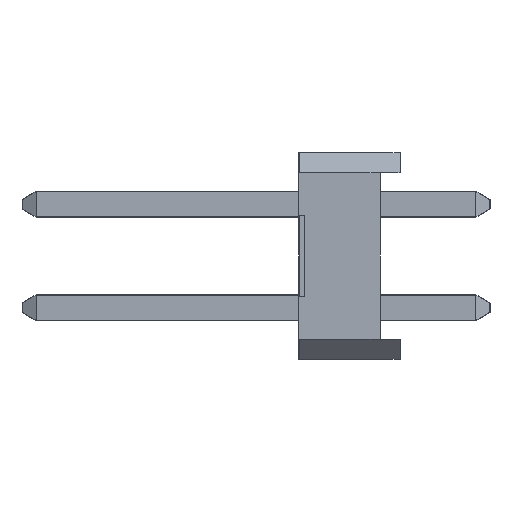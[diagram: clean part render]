
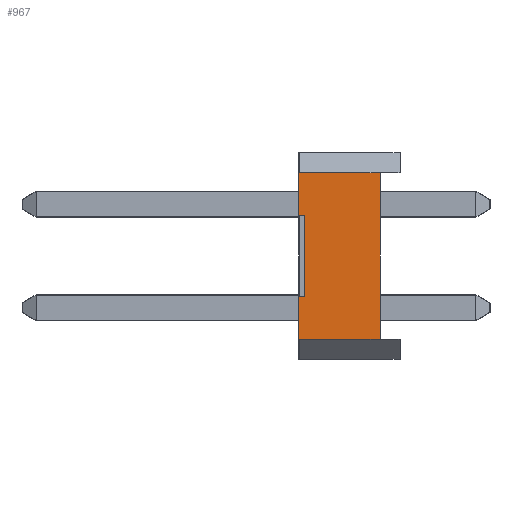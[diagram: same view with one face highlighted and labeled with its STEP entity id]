
A CAD part, left-side view. The second image highlights one B-rep face of the part: STEP entity #967.
In plain terms, the highlighted planar face has unit normal (-1, 0, 0).
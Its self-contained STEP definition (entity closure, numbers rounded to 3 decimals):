
#180 = DIRECTION ( 'NONE',  ( -1., 0., 0. ) ) ;
#197 = DIRECTION ( 'NONE',  ( 0., 1., 0. ) ) ;
#232 = DIRECTION ( 'NONE',  ( 0., 1., 0. ) ) ;
#312 = ORIENTED_EDGE ( 'NONE', *, *, #3346, .T. ) ;
#313 = FACE_OUTER_BOUND ( 'NONE', #1558, .T. ) ;
#379 = EDGE_CURVE ( 'NONE', #1742, #1644, #2844, .T. ) ;
#409 = DIRECTION ( 'NONE',  ( -1., 0., 0. ) ) ;
#498 = VERTEX_POINT ( 'NONE', #912 ) ;
#510 = AXIS2_PLACEMENT_3D ( 'NONE', #1820, #1167, #3891 ) ;
#516 = CARTESIAN_POINT ( 'NONE',  ( -1.27, 2.49, 1.01 ) ) ;
#524 = EDGE_CURVE ( 'NONE', #529, #498, #3045, .T. ) ;
#527 = DIRECTION ( 'NONE',  ( 0., 0., 1. ) ) ;
#529 = VERTEX_POINT ( 'NONE', #3343 ) ;
#580 = VECTOR ( 'NONE', #527, 1000. ) ;
#614 = DIRECTION ( 'NONE',  ( 0., 1., 0. ) ) ;
#633 = CIRCLE ( 'NONE', #949, 0.01 ) ;
#642 = VECTOR ( 'NONE', #197, 1000. ) ;
#678 = CARTESIAN_POINT ( 'NONE',  ( -1.27, 2.5, -2.03 ) ) ;
#690 = ORIENTED_EDGE ( 'NONE', *, *, #1584, .F. ) ;
#847 = CARTESIAN_POINT ( 'NONE',  ( -1.27, 0.5, 2.04 ) ) ;
#886 = CARTESIAN_POINT ( 'NONE',  ( -1.27, 2.49, -2.04 ) ) ;
#898 = PLANE ( 'NONE',  #1098 ) ;
#912 = CARTESIAN_POINT ( 'NONE',  ( -1.27, 2.49, -1. ) ) ;
#933 = CARTESIAN_POINT ( 'NONE',  ( -1.27, 2.49, 2.04 ) ) ;
#936 = AXIS2_PLACEMENT_3D ( 'NONE', #2393, #1421, #3364 ) ;
#949 = AXIS2_PLACEMENT_3D ( 'NONE', #516, #2644, #2582 ) ;
#966 = CARTESIAN_POINT ( 'NONE',  ( -1.27, 2.49, 1. ) ) ;
#967 = ADVANCED_FACE ( 'NONE', ( #313 ), #898, .T. ) ;
#1069 = CARTESIAN_POINT ( 'NONE',  ( -1.27, 2.5, -1.01 ) ) ;
#1098 = AXIS2_PLACEMENT_3D ( 'NONE', #1935, #409, #1916 ) ;
#1145 = VERTEX_POINT ( 'NONE', #1069 ) ;
#1167 = DIRECTION ( 'NONE',  ( -1., 0., 0. ) ) ;
#1246 = VERTEX_POINT ( 'NONE', #3888 ) ;
#1262 = DIRECTION ( 'NONE',  ( 0., 0., 1. ) ) ;
#1406 = LINE ( 'NONE', #3513, #2659 ) ;
#1421 = DIRECTION ( 'NONE',  ( -1., 0., 0. ) ) ;
#1468 = EDGE_CURVE ( 'NONE', #529, #3759, #1550, .T. ) ;
#1482 = CARTESIAN_POINT ( 'NONE',  ( -1.27, -4.081, -2.04 ) ) ;
#1528 = VERTEX_POINT ( 'NONE', #3841 ) ;
#1550 = LINE ( 'NONE', #3694, #2804 ) ;
#1558 = EDGE_LOOP ( 'NONE', ( #2064, #2549, #3649, #312, #1971, #2457, #3446, #1649, #690, #3665, #1949, #2039 ) ) ;
#1584 = EDGE_CURVE ( 'NONE', #1742, #1145, #3277, .T. ) ;
#1644 = VERTEX_POINT ( 'NONE', #886 ) ;
#1649 = ORIENTED_EDGE ( 'NONE', *, *, #2449, .T. ) ;
#1659 = EDGE_CURVE ( 'NONE', #2325, #1644, #3018, .T. ) ;
#1666 = DIRECTION ( 'NONE',  ( 0., 0., 1. ) ) ;
#1694 = LINE ( 'NONE', #3285, #3054 ) ;
#1695 = EDGE_CURVE ( 'NONE', #2325, #2631, #3336, .T. ) ;
#1742 = VERTEX_POINT ( 'NONE', #678 ) ;
#1815 = VECTOR ( 'NONE', #2723, 1000. ) ;
#1820 = CARTESIAN_POINT ( 'NONE',  ( -1.27, 2.49, 2.03 ) ) ;
#1916 = DIRECTION ( 'NONE',  ( 0., 0., 1. ) ) ;
#1935 = CARTESIAN_POINT ( 'NONE',  ( -1.27, -4.081, 2.04 ) ) ;
#1949 = ORIENTED_EDGE ( 'NONE', *, *, #1659, .F. ) ;
#1971 = ORIENTED_EDGE ( 'NONE', *, *, #2183, .F. ) ;
#1989 = CARTESIAN_POINT ( 'NONE',  ( -1.27, 2.49, -1.01 ) ) ;
#2019 = VECTOR ( 'NONE', #614, 1000. ) ;
#2039 = ORIENTED_EDGE ( 'NONE', *, *, #1695, .T. ) ;
#2064 = ORIENTED_EDGE ( 'NONE', *, *, #2627, .T. ) ;
#2156 = CARTESIAN_POINT ( 'NONE',  ( -1.27, 2.35, 1. ) ) ;
#2166 = CARTESIAN_POINT ( 'NONE',  ( -1.27, 2.35, 1. ) ) ;
#2183 = EDGE_CURVE ( 'NONE', #3759, #3789, #3351, .T. ) ;
#2325 = VERTEX_POINT ( 'NONE', #3423 ) ;
#2393 = CARTESIAN_POINT ( 'NONE',  ( -1.27, 2.49, -2.03 ) ) ;
#2449 = EDGE_CURVE ( 'NONE', #498, #1145, #2861, .T. ) ;
#2457 = ORIENTED_EDGE ( 'NONE', *, *, #1468, .F. ) ;
#2549 = ORIENTED_EDGE ( 'NONE', *, *, #3118, .T. ) ;
#2582 = DIRECTION ( 'NONE',  ( 0., 0., 1. ) ) ;
#2627 = EDGE_CURVE ( 'NONE', #2631, #3079, #1406, .T. ) ;
#2631 = VERTEX_POINT ( 'NONE', #847 ) ;
#2644 = DIRECTION ( 'NONE',  ( -1., 0., 0. ) ) ;
#2659 = VECTOR ( 'NONE', #232, 1000. ) ;
#2723 = DIRECTION ( 'NONE',  ( 0., 1., 0. ) ) ;
#2804 = VECTOR ( 'NONE', #2868, 1000. ) ;
#2844 = CIRCLE ( 'NONE', #936, 0.01 ) ;
#2861 = CIRCLE ( 'NONE', #3558, 0.01 ) ;
#2868 = DIRECTION ( 'NONE',  ( 0., 0., 1. ) ) ;
#2982 = CARTESIAN_POINT ( 'NONE',  ( -1.27, 2.5, 2.04 ) ) ;
#2990 = DIRECTION ( 'NONE',  ( 0., 0., 1. ) ) ;
#3018 = LINE ( 'NONE', #1482, #642 ) ;
#3045 = LINE ( 'NONE', #3275, #1815 ) ;
#3054 = VECTOR ( 'NONE', #2990, 1000. ) ;
#3079 = VERTEX_POINT ( 'NONE', #933 ) ;
#3118 = EDGE_CURVE ( 'NONE', #3079, #1246, #3310, .T. ) ;
#3275 = CARTESIAN_POINT ( 'NONE',  ( -1.27, 2.35, -1. ) ) ;
#3277 = LINE ( 'NONE', #2982, #580 ) ;
#3285 = CARTESIAN_POINT ( 'NONE',  ( -1.27, 2.5, 2.04 ) ) ;
#3310 = CIRCLE ( 'NONE', #510, 0.01 ) ;
#3336 = LINE ( 'NONE', #3663, #3440 ) ;
#3343 = CARTESIAN_POINT ( 'NONE',  ( -1.27, 2.35, -1. ) ) ;
#3346 = EDGE_CURVE ( 'NONE', #1528, #3789, #633, .T. ) ;
#3351 = LINE ( 'NONE', #2166, #2019 ) ;
#3364 = DIRECTION ( 'NONE',  ( 0., 0., 1. ) ) ;
#3423 = CARTESIAN_POINT ( 'NONE',  ( -1.27, 0.5, -2.04 ) ) ;
#3440 = VECTOR ( 'NONE', #1262, 1000. ) ;
#3446 = ORIENTED_EDGE ( 'NONE', *, *, #524, .T. ) ;
#3513 = CARTESIAN_POINT ( 'NONE',  ( -1.27, -4.081, 2.04 ) ) ;
#3558 = AXIS2_PLACEMENT_3D ( 'NONE', #1989, #180, #1666 ) ;
#3614 = EDGE_CURVE ( 'NONE', #1528, #1246, #1694, .T. ) ;
#3649 = ORIENTED_EDGE ( 'NONE', *, *, #3614, .F. ) ;
#3663 = CARTESIAN_POINT ( 'NONE',  ( -1.27, 0.5, 2.04 ) ) ;
#3665 = ORIENTED_EDGE ( 'NONE', *, *, #379, .T. ) ;
#3694 = CARTESIAN_POINT ( 'NONE',  ( -1.27, 2.35, -1. ) ) ;
#3759 = VERTEX_POINT ( 'NONE', #2156 ) ;
#3789 = VERTEX_POINT ( 'NONE', #966 ) ;
#3841 = CARTESIAN_POINT ( 'NONE',  ( -1.27, 2.5, 1.01 ) ) ;
#3888 = CARTESIAN_POINT ( 'NONE',  ( -1.27, 2.5, 2.03 ) ) ;
#3891 = DIRECTION ( 'NONE',  ( 0., 0., 1. ) ) ;
